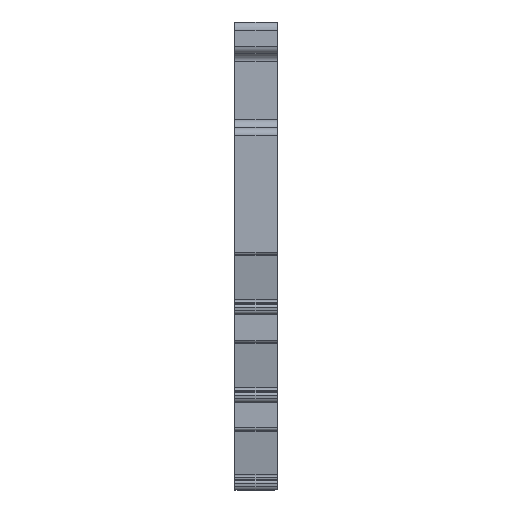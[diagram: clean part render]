
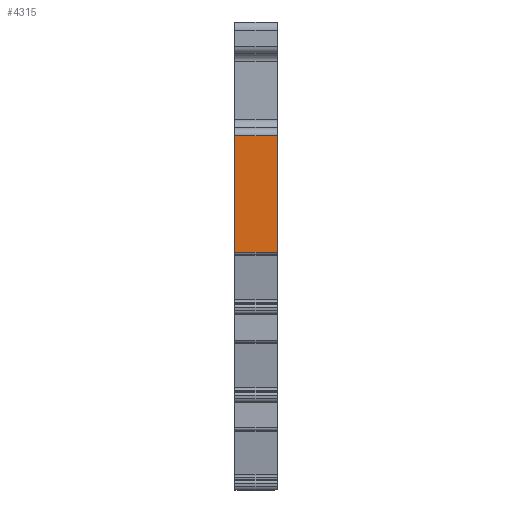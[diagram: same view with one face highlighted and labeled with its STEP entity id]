
A CAD part, left-side view. The second image highlights one B-rep face of the part: STEP entity #4315.
In plain terms, the highlighted planar face has unit normal (-1, 0, 0).
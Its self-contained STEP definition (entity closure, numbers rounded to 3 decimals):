
#9=DIRECTION('',(0.,0.,1.));
#10=VECTOR('',#9,14.059);
#11=CARTESIAN_POINT('',(-47.594,0.,1.644));
#12=LINE('',#11,#10);
#482=CARTESIAN_POINT('',(-47.594,0.,1.644));
#1028=DIRECTION('',(0.,0.,-1.));
#1029=VECTOR('',#1028,14.059);
#1030=CARTESIAN_POINT('',(-47.594,5.15,15.703));
#1031=LINE('',#1030,#1029);
#1037=CARTESIAN_POINT('',(-47.594,5.15,1.644));
#1340=DIRECTION('',(0.,1.,0.));
#1341=VECTOR('',#1340,5.15);
#1342=CARTESIAN_POINT('',(-47.594,0.,1.644));
#1343=LINE('',#1342,#1341);
#3125=DIRECTION('',(0.,-1.,0.));
#3126=VECTOR('',#3125,5.15);
#3127=CARTESIAN_POINT('',(-47.594,5.15,15.703));
#3128=LINE('',#3127,#3126);
#3195=VERTEX_POINT('',#1037);
#3198=VERTEX_POINT('',#482);
#3241=CARTESIAN_POINT('',(-47.594,5.15,15.703));
#3242=VERTEX_POINT('',#3241);
#3243=CARTESIAN_POINT('',(-47.594,0.,15.703));
#3244=VERTEX_POINT('',#3243);
#4301=CARTESIAN_POINT('',(-47.594,0.,1.644));
#4302=DIRECTION('',(-1.,0.,0.));
#4303=DIRECTION('',(0.,0.,1.));
#4304=AXIS2_PLACEMENT_3D('',#4301,#4302,#4303);
#4305=PLANE('',#4304);
#4307=ORIENTED_EDGE('',*,*,#4306,.F.);
#4309=ORIENTED_EDGE('',*,*,#4308,.T.);
#4310=ORIENTED_EDGE('',*,*,#4033,.F.);
#4312=ORIENTED_EDGE('',*,*,#4311,.T.);
#4313=EDGE_LOOP('',(#4307,#4309,#4310,#4312));
#4314=FACE_OUTER_BOUND('',#4313,.F.);
#4033=EDGE_CURVE('',#3198,#3244,#12,.T.);
#4306=EDGE_CURVE('',#3242,#3195,#1031,.T.);
#4308=EDGE_CURVE('',#3242,#3244,#3128,.T.);
#4311=EDGE_CURVE('',#3198,#3195,#1343,.T.);
#4315=ADVANCED_FACE('',(#4314),#4305,.T.);
